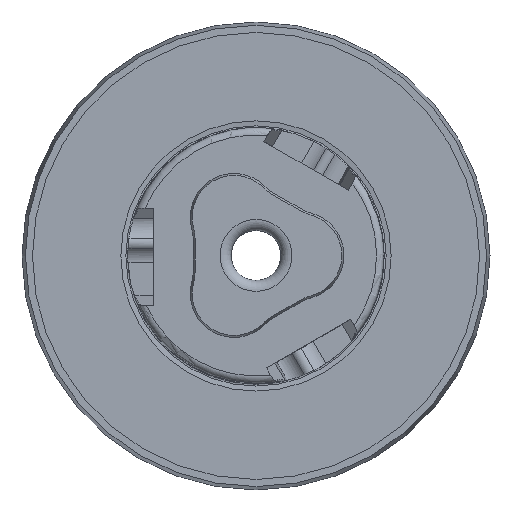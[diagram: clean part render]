
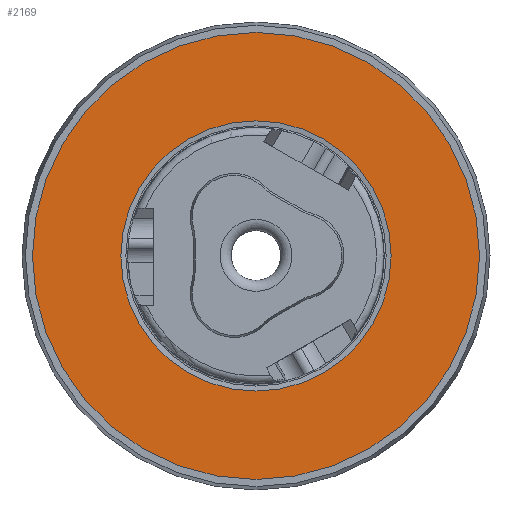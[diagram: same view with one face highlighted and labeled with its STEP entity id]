
A CAD part, top view. The second image highlights one B-rep face of the part: STEP entity #2169.
In plain terms, the highlighted planar face has unit normal (0, 0, 1).
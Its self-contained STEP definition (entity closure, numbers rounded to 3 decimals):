
#442=PLANE('',#2403);
#1046=ORIENTED_EDGE('',*,*,#1376,.F.);
#1047=ORIENTED_EDGE('',*,*,#1377,.T.);
#1376=EDGE_CURVE('',#1585,#1585,#1689,.T.);
#1377=EDGE_CURVE('',#1586,#1586,#1690,.T.);
#1585=VERTEX_POINT('',#4659);
#1586=VERTEX_POINT('',#4662);
#1689=CIRCLE('',#2402,18.44);
#1690=CIRCLE('',#2404,30.5);
#1834=EDGE_LOOP('',(#1046));
#1835=EDGE_LOOP('',(#1047));
#2001=FACE_BOUND('',#1834,.T.);
#2002=FACE_BOUND('',#1835,.T.);
#2169=ADVANCED_FACE('',(#2001,#2002),#442,.T.);
#2402=AXIS2_PLACEMENT_3D('',#4658,#2972,#2973);
#2403=AXIS2_PLACEMENT_3D('',#4660,#2974,#2975);
#2404=AXIS2_PLACEMENT_3D('',#4661,#2976,#2977);
#2972=DIRECTION('',(0.,0.,1.));
#2973=DIRECTION('',(1.,0.,0.));
#2974=DIRECTION('',(0.,0.,1.));
#2975=DIRECTION('',(0.,-1.,0.));
#2976=DIRECTION('',(0.,0.,1.));
#2977=DIRECTION('',(1.,0.,0.));
#4658=CARTESIAN_POINT('',(0.,0.,0.));
#4659=CARTESIAN_POINT('',(18.44,0.,0.));
#4660=CARTESIAN_POINT('',(24.47,0.,0.));
#4661=CARTESIAN_POINT('',(0.,0.,0.));
#4662=CARTESIAN_POINT('',(30.5,0.,0.));
